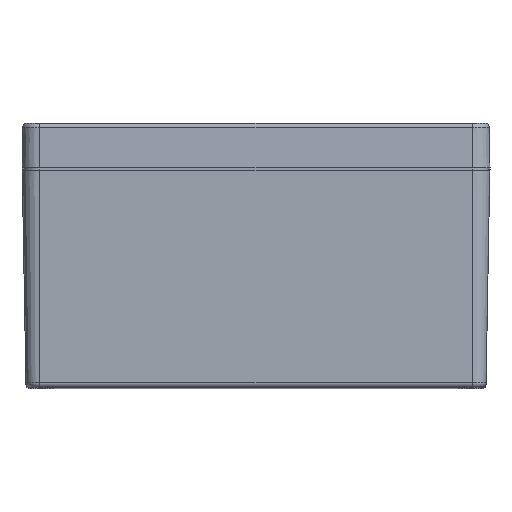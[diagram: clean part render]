
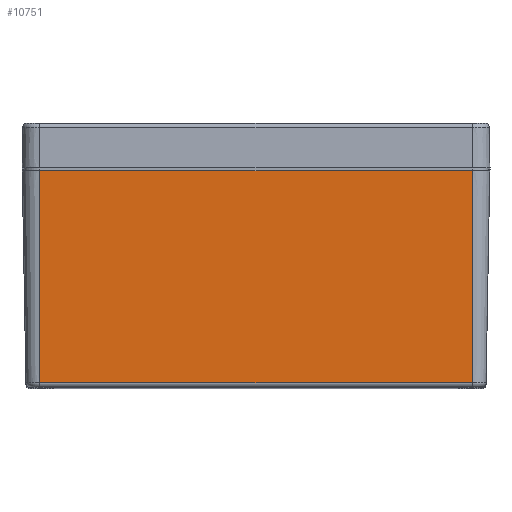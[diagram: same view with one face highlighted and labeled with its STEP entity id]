
A CAD part, top view. The second image highlights one B-rep face of the part: STEP entity #10751.
In plain terms, the highlighted planar face has unit normal (0, -0.018, 1).
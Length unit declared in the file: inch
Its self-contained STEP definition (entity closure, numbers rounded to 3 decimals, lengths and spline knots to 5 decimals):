
#6377 = AXIS2_PLACEMENT_3D ( 'NONE', #19154, #19159, #19160 ) ;
#9402 = LINE ( 'NONE', #9417, #13950 ) ;
#9417 = CARTESIAN_POINT ( 'NONE',  ( 2.90678, 0., 4.711 ) ) ;
#9418 = DIRECTION ( 'NONE',  ( 0., 1., 0.017 ) ) ;
#10751 = ADVANCED_FACE ( 'NONE', ( #19156 ), #19157, .T. ) ;
#11695 = VERTEX_POINT ( 'NONE', #14520 ) ;
#11720 = VERTEX_POINT ( 'NONE', #14545 ) ;
#11808 = VERTEX_POINT ( 'NONE', #14633 ) ;
#11889 = VERTEX_POINT ( 'NONE', #14714 ) ;
#13738 = VECTOR ( 'NONE', #17878, 39.37008 ) ;
#13787 = VECTOR ( 'NONE', #18148, 39.37008 ) ;
#13865 = VECTOR ( 'NONE', #18151, 39.37008 ) ;
#13950 = VECTOR ( 'NONE', #9418, 39.37008 ) ;
#14520 = CARTESIAN_POINT ( 'NONE',  ( -2.90678, -2.85198, 4.66122 ) ) ;
#14545 = CARTESIAN_POINT ( 'NONE',  ( 2.90678, -2.85198, 4.66122 ) ) ;
#14633 = CARTESIAN_POINT ( 'NONE',  ( -2.90678, 0., 4.711 ) ) ;
#14714 = CARTESIAN_POINT ( 'NONE',  ( 2.90678, 0., 4.711 ) ) ;
#17062 = EDGE_LOOP ( 'NONE', ( #20904, #22610, #23345, #23403 ) ) ;
#17865 = LINE ( 'NONE', #17866, #13738 ) ;
#17866 = CARTESIAN_POINT ( 'NONE',  ( -2.90678, 0., 4.711 ) ) ;
#17878 = DIRECTION ( 'NONE',  ( 0., 1., 0.017 ) ) ;
#18136 = LINE ( 'NONE', #18147, #13787 ) ;
#18140 = LINE ( 'NONE', #18150, #13865 ) ;
#18147 = CARTESIAN_POINT ( 'NONE',  ( -2.90678, 0., 4.711 ) ) ;
#18148 = DIRECTION ( 'NONE',  ( 1., 0., 0. ) ) ;
#18150 = CARTESIAN_POINT ( 'NONE',  ( 2.90678, -2.85198, 4.66122 ) ) ;
#18151 = DIRECTION ( 'NONE',  ( 1., 0., 0. ) ) ;
#18384 = EDGE_CURVE ( 'NONE', #11695, #11808, #17865, .T. ) ;
#18474 = EDGE_CURVE ( 'NONE', #11808, #11889, #18136, .T. ) ;
#18475 = EDGE_CURVE ( 'NONE', #11695, #11720, #18140, .T. ) ;
#18501 = EDGE_CURVE ( 'NONE', #11720, #11889, #9402, .T. ) ;
#19154 = CARTESIAN_POINT ( 'NONE',  ( 0., 0., 4.711 ) ) ;
#19156 = FACE_OUTER_BOUND ( 'NONE', #17062, .T. ) ;
#19157 = PLANE ( 'NONE',  #6377 ) ;
#19159 = DIRECTION ( 'NONE',  ( 0., -0.017, 1. ) ) ;
#19160 = DIRECTION ( 'NONE',  ( 0., -1., -0.017 ) ) ;
#20904 = ORIENTED_EDGE ( 'NONE', *, *, #18384, .F. ) ;
#22610 = ORIENTED_EDGE ( 'NONE', *, *, #18475, .T. ) ;
#23345 = ORIENTED_EDGE ( 'NONE', *, *, #18501, .T. ) ;
#23403 = ORIENTED_EDGE ( 'NONE', *, *, #18474, .F. ) ;
